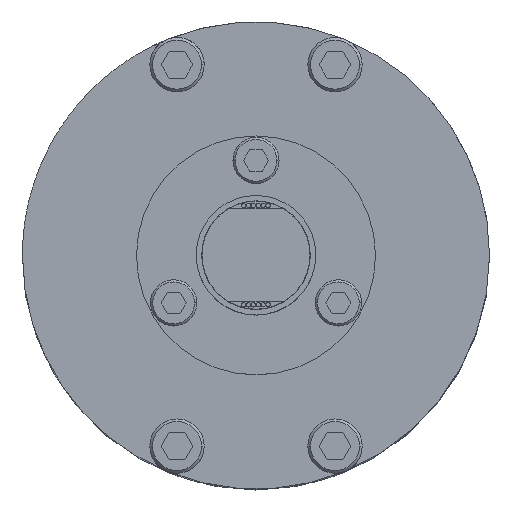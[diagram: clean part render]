
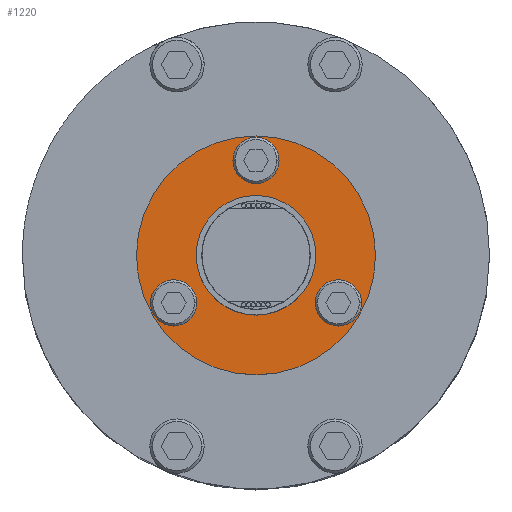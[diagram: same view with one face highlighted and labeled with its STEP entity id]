
A CAD part, top view. The second image highlights one B-rep face of the part: STEP entity #1220.
In plain terms, the highlighted planar face has unit normal (0, 0, 1).
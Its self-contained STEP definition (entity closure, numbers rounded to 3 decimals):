
#97 = CARTESIAN_POINT ( 'NONE',  ( 19.405, -8.75, 109.4 ) ) ;
#98 = EDGE_CURVE ( 'NONE', #1935, #4741, #3086, .T. ) ;
#100 = DIRECTION ( 'NONE',  ( 0., 0., 1. ) ) ;
#103 = CARTESIAN_POINT ( 'NONE',  ( 0., 0., 109.4 ) ) ;
#127 = FACE_BOUND ( 'NONE', #2038, .T. ) ;
#308 = DIRECTION ( 'NONE',  ( 0., 0., 1. ) ) ;
#523 = VERTEX_POINT ( 'NONE', #4036 ) ;
#599 = DIRECTION ( 'NONE',  ( 0., 0., -1. ) ) ;
#623 = DIRECTION ( 'NONE',  ( 1., 0., 0. ) ) ;
#887 = CIRCLE ( 'NONE', #6725, 4.25 ) ;
#925 = DIRECTION ( 'NONE',  ( 0., 0., -1. ) ) ;
#997 = CIRCLE ( 'NONE', #1121, 4.25 ) ;
#1121 = AXIS2_PLACEMENT_3D ( 'NONE', #5277, #1991, #5832 ) ;
#1185 = VERTEX_POINT ( 'NONE', #4456 ) ;
#1220 = ADVANCED_FACE ( 'NONE', ( #2676, #127, #5782, #5604, #6883 ), #1727, .T. ) ;
#1276 = EDGE_CURVE ( 'NONE', #523, #3054, #887, .T. ) ;
#1288 = EDGE_CURVE ( 'NONE', #1185, #6309, #6703, .T. ) ;
#1320 = AXIS2_PLACEMENT_3D ( 'NONE', #3869, #599, #4435 ) ;
#1372 = AXIS2_PLACEMENT_3D ( 'NONE', #3573, #308, #4131 ) ;
#1439 = CIRCLE ( 'NONE', #3017, 22. ) ;
#1519 = CARTESIAN_POINT ( 'NONE',  ( -22., 0., 109.4 ) ) ;
#1527 = EDGE_LOOP ( 'NONE', ( #4189, #7024 ) ) ;
#1559 = ORIENTED_EDGE ( 'NONE', *, *, #1276, .F. ) ;
#1636 = VERTEX_POINT ( 'NONE', #2412 ) ;
#1727 = PLANE ( 'NONE',  #5265 ) ;
#1752 = VERTEX_POINT ( 'NONE', #5253 ) ;
#1825 = DIRECTION ( 'NONE',  ( 0., 0., 1. ) ) ;
#1840 = DIRECTION ( 'NONE',  ( 0., 0., 1. ) ) ;
#1935 = VERTEX_POINT ( 'NONE', #6487 ) ;
#1991 = DIRECTION ( 'NONE',  ( 0., 0., 1. ) ) ;
#2038 = EDGE_LOOP ( 'NONE', ( #7071, #2518 ) ) ;
#2109 = ORIENTED_EDGE ( 'NONE', *, *, #1288, .F. ) ;
#2157 = CIRCLE ( 'NONE', #6545, 11. ) ;
#2311 = DIRECTION ( 'NONE',  ( 1., 0., 0. ) ) ;
#2412 = CARTESIAN_POINT ( 'NONE',  ( 22., 0., 109.4 ) ) ;
#2453 = EDGE_CURVE ( 'NONE', #4741, #1935, #997, .T. ) ;
#2518 = ORIENTED_EDGE ( 'NONE', *, *, #4703, .T. ) ;
#2676 = FACE_BOUND ( 'NONE', #3257, .T. ) ;
#2771 = DIRECTION ( 'NONE',  ( 0., 0., 1. ) ) ;
#2908 = DIRECTION ( 'NONE',  ( 0., 0., 1. ) ) ;
#2931 = CIRCLE ( 'NONE', #1320, 11. ) ;
#3017 = AXIS2_PLACEMENT_3D ( 'NONE', #103, #3889, #623 ) ;
#3054 = VERTEX_POINT ( 'NONE', #97 ) ;
#3086 = CIRCLE ( 'NONE', #3518, 4.25 ) ;
#3257 = EDGE_LOOP ( 'NONE', ( #1559, #5142 ) ) ;
#3279 = ORIENTED_EDGE ( 'NONE', *, *, #3718, .T. ) ;
#3339 = CARTESIAN_POINT ( 'NONE',  ( 15.155, -8.75, 109.4 ) ) ;
#3518 = AXIS2_PLACEMENT_3D ( 'NONE', #5096, #1825, #5666 ) ;
#3573 = CARTESIAN_POINT ( 'NONE',  ( 0., 0., 109.4 ) ) ;
#3669 = CIRCLE ( 'NONE', #4418, 4.25 ) ;
#3718 = EDGE_CURVE ( 'NONE', #4140, #1636, #1439, .T. ) ;
#3869 = CARTESIAN_POINT ( 'NONE',  ( 0., 0., 109.4 ) ) ;
#3887 = DIRECTION ( 'NONE',  ( -0.5, -0.866, 0. ) ) ;
#3889 = DIRECTION ( 'NONE',  ( 0., 0., 1. ) ) ;
#3892 = CARTESIAN_POINT ( 'NONE',  ( -19.405, -8.75, 109.4 ) ) ;
#3917 = CARTESIAN_POINT ( 'NONE',  ( 0., 0., 109.4 ) ) ;
#4011 = EDGE_CURVE ( 'NONE', #1752, #5763, #2157, .T. ) ;
#4036 = CARTESIAN_POINT ( 'NONE',  ( 10.905, -8.75, 109.4 ) ) ;
#4131 = DIRECTION ( 'NONE',  ( 1., 0., 0. ) ) ;
#4140 = VERTEX_POINT ( 'NONE', #1519 ) ;
#4189 = ORIENTED_EDGE ( 'NONE', *, *, #2453, .F. ) ;
#4208 = CARTESIAN_POINT ( 'NONE',  ( 0., 0., 109.4 ) ) ;
#4224 = EDGE_LOOP ( 'NONE', ( #3279, #5730 ) ) ;
#4372 = AXIS2_PLACEMENT_3D ( 'NONE', #6045, #2771, #6603 ) ;
#4418 = AXIS2_PLACEMENT_3D ( 'NONE', #3339, #100, #3887 ) ;
#4435 = DIRECTION ( 'NONE',  ( 1., 0., 0. ) ) ;
#4456 = CARTESIAN_POINT ( 'NONE',  ( 4.25, 17.5, 109.4 ) ) ;
#4703 = EDGE_CURVE ( 'NONE', #5763, #1752, #2931, .T. ) ;
#4741 = VERTEX_POINT ( 'NONE', #3892 ) ;
#4744 = DIRECTION ( 'NONE',  ( 1., 0., 0. ) ) ;
#5096 = CARTESIAN_POINT ( 'NONE',  ( -15.155, -8.75, 109.4 ) ) ;
#5111 = CARTESIAN_POINT ( 'NONE',  ( 11., 0., 109.4 ) ) ;
#5115 = CARTESIAN_POINT ( 'NONE',  ( 0., 17.5, 109.4 ) ) ;
#5142 = ORIENTED_EDGE ( 'NONE', *, *, #5689, .F. ) ;
#5253 = CARTESIAN_POINT ( 'NONE',  ( -11., 0., 109.4 ) ) ;
#5265 = AXIS2_PLACEMENT_3D ( 'NONE', #3917, #5601, #2311 ) ;
#5277 = CARTESIAN_POINT ( 'NONE',  ( -15.155, -8.75, 109.4 ) ) ;
#5471 = ORIENTED_EDGE ( 'NONE', *, *, #6449, .F. ) ;
#5601 = DIRECTION ( 'NONE',  ( 0., 0., 1. ) ) ;
#5604 = FACE_BOUND ( 'NONE', #6050, .T. ) ;
#5666 = DIRECTION ( 'NONE',  ( -0.5, 0.866, 0. ) ) ;
#5667 = CIRCLE ( 'NONE', #4372, 4.25 ) ;
#5680 = DIRECTION ( 'NONE',  ( 1., 0., 0. ) ) ;
#5689 = EDGE_CURVE ( 'NONE', #3054, #523, #3669, .T. ) ;
#5730 = ORIENTED_EDGE ( 'NONE', *, *, #5821, .T. ) ;
#5763 = VERTEX_POINT ( 'NONE', #5111 ) ;
#5782 = FACE_OUTER_BOUND ( 'NONE', #4224, .T. ) ;
#5821 = EDGE_CURVE ( 'NONE', #1636, #4140, #6675, .T. ) ;
#5832 = DIRECTION ( 'NONE',  ( -0.5, 0.866, 0. ) ) ;
#5948 = CARTESIAN_POINT ( 'NONE',  ( -4.25, 17.5, 109.4 ) ) ;
#5980 = AXIS2_PLACEMENT_3D ( 'NONE', #5115, #1840, #5680 ) ;
#6045 = CARTESIAN_POINT ( 'NONE',  ( 0., 17.5, 109.4 ) ) ;
#6050 = EDGE_LOOP ( 'NONE', ( #5471, #2109 ) ) ;
#6192 = CARTESIAN_POINT ( 'NONE',  ( 15.155, -8.75, 109.4 ) ) ;
#6309 = VERTEX_POINT ( 'NONE', #5948 ) ;
#6449 = EDGE_CURVE ( 'NONE', #6309, #1185, #5667, .T. ) ;
#6487 = CARTESIAN_POINT ( 'NONE',  ( -10.905, -8.75, 109.4 ) ) ;
#6545 = AXIS2_PLACEMENT_3D ( 'NONE', #4208, #925, #4744 ) ;
#6603 = DIRECTION ( 'NONE',  ( 1., 0., 0. ) ) ;
#6675 = CIRCLE ( 'NONE', #1372, 22. ) ;
#6703 = CIRCLE ( 'NONE', #5980, 4.25 ) ;
#6725 = AXIS2_PLACEMENT_3D ( 'NONE', #6192, #2908, #6749 ) ;
#6749 = DIRECTION ( 'NONE',  ( -0.5, -0.866, 0. ) ) ;
#6883 = FACE_BOUND ( 'NONE', #1527, .T. ) ;
#7024 = ORIENTED_EDGE ( 'NONE', *, *, #98, .F. ) ;
#7071 = ORIENTED_EDGE ( 'NONE', *, *, #4011, .T. ) ;
